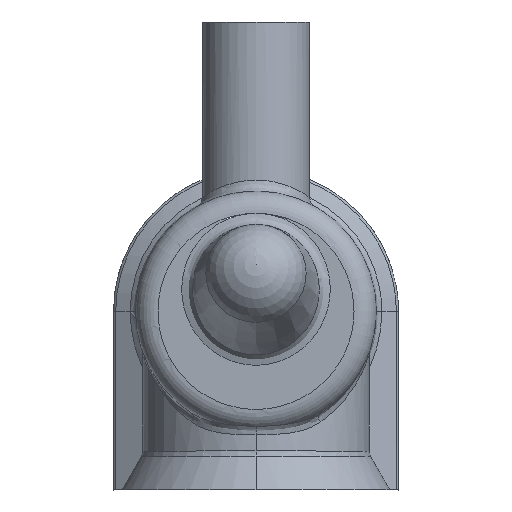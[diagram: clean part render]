
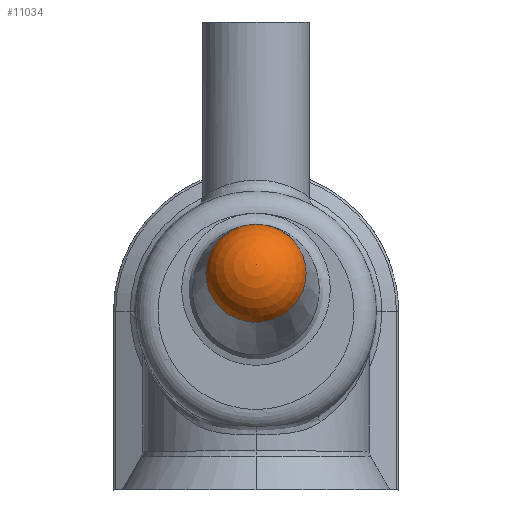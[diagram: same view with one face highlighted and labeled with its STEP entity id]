
A CAD part, top view. The second image highlights one B-rep face of the part: STEP entity #11034.
In plain terms, the highlighted spherical face has radius 11.5 mm.
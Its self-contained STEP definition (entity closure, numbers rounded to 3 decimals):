
#223 = CONICAL_SURFACE('',#224,25.423,0.209);
#224 = AXIS2_PLACEMENT_3D('',#225,#226,#227);
#225 = CARTESIAN_POINT('',(0.,34.633,5.286));
#226 = DIRECTION('',(0.,-0.208,-0.978));
#227 = DIRECTION('',(0.,0.978,-0.208));
#10991 = VERTEX_POINT('',#10992);
#10992 = CARTESIAN_POINT('',(0.,59.5,68.173));
#11006 = EDGE_CURVE('',#10991,#10991,#11007,.T.);
#11007 = SURFACE_CURVE('',#11008,(#11013,#11020),.PCURVE_S2.);
#11008 = CIRCLE('',#11009,11.249);
#11009 = AXIS2_PLACEMENT_3D('',#11010,#11011,#11012);
#11010 = CARTESIAN_POINT('',(0.,48.497,70.512));
#11011 = DIRECTION('',(0.,-0.208,-0.978));
#11012 = DIRECTION('',(0.,0.978,-0.208));
#11013 = PCURVE('',#223,#11014);
#11014 = DEFINITIONAL_REPRESENTATION('',(#11015),#11019);
#11015 = LINE('',#11016,#11017);
#11016 = CARTESIAN_POINT('',(0.,-66.683));
#11017 = VECTOR('',#11018,1.);
#11018 = DIRECTION('',(1.,0.));
#11019 = ( GEOMETRIC_REPRESENTATION_CONTEXT(2) 
PARAMETRIC_REPRESENTATION_CONTEXT() REPRESENTATION_CONTEXT('2D SPACE',''
  ) );
#11020 = PCURVE('',#11021,#11026);
#11021 = SPHERICAL_SURFACE('',#11022,11.5);
#11022 = AXIS2_PLACEMENT_3D('',#11023,#11024,#11025);
#11023 = CARTESIAN_POINT('',(0.,48.,68.173));
#11024 = DIRECTION('',(0.,-0.208,-0.978));
#11025 = DIRECTION('',(0.,0.978,-0.208));
#11026 = DEFINITIONAL_REPRESENTATION('',(#11027),#11031);
#11027 = LINE('',#11028,#11029);
#11028 = CARTESIAN_POINT('',(0.,-0.209));
#11029 = VECTOR('',#11030,1.);
#11030 = DIRECTION('',(1.,0.));
#11031 = ( GEOMETRIC_REPRESENTATION_CONTEXT(2) 
PARAMETRIC_REPRESENTATION_CONTEXT() REPRESENTATION_CONTEXT('2D SPACE',''
  ) );
#11034 = ADVANCED_FACE('',(#11035),#11021,.T.);
#11035 = FACE_BOUND('',#11036,.F.);
#11036 = EDGE_LOOP('',(#11037,#11038,#11055));
#11037 = ORIENTED_EDGE('',*,*,#11006,.F.);
#11038 = ORIENTED_EDGE('',*,*,#11039,.T.);
#11039 = EDGE_CURVE('',#10991,#11040,#11042,.T.);
#11040 = VERTEX_POINT('',#11041);
#11041 = CARTESIAN_POINT('',(0.,50.391,79.422));
#11042 = SEAM_CURVE('',#11043,(#11048,#11048),.PCURVE_S2.);
#11043 = CIRCLE('',#11044,11.5);
#11044 = AXIS2_PLACEMENT_3D('',#11045,#11046,#11047);
#11045 = CARTESIAN_POINT('',(0.,48.,68.173));
#11046 = DIRECTION('',(1.,0.,0.));
#11047 = DIRECTION('',(0.,1.,0.));
#11048 = PCURVE('',#11021,#11049);
#11049 = DEFINITIONAL_REPRESENTATION('',(#11050),#11054);
#11050 = LINE('',#11051,#11052);
#11051 = CARTESIAN_POINT('',(0.,-0.209));
#11052 = VECTOR('',#11053,1.);
#11053 = DIRECTION('',(0.,-1.));
#11054 = ( GEOMETRIC_REPRESENTATION_CONTEXT(2) 
PARAMETRIC_REPRESENTATION_CONTEXT() REPRESENTATION_CONTEXT('2D SPACE',''
  ) );
#11055 = ORIENTED_EDGE('',*,*,#11039,.F.);
